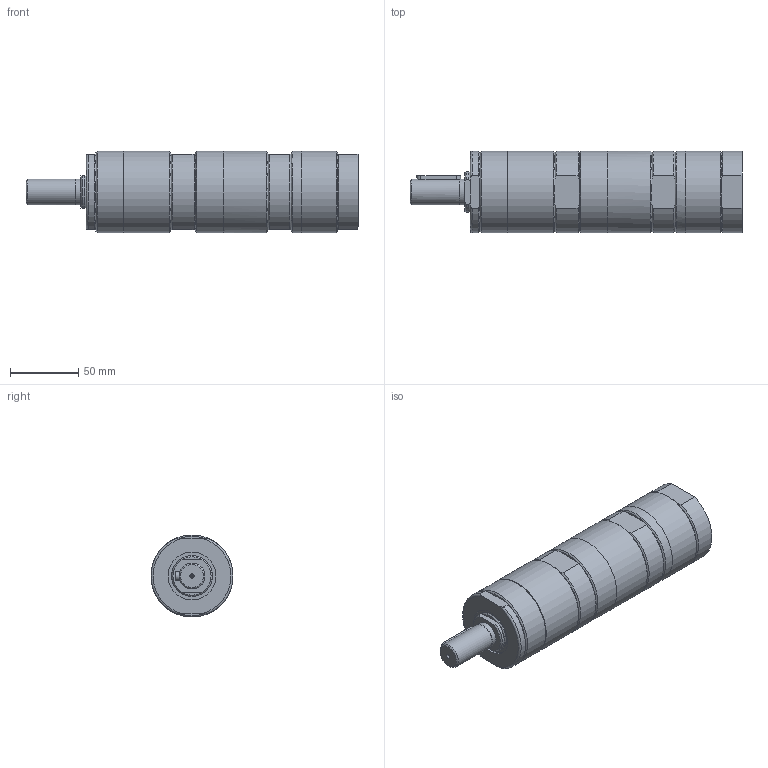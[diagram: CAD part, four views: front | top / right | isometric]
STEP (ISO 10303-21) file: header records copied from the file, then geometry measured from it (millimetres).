
FILE_DESCRIPTION((''),'2;1');
FILE_NAME('MUD 82-1200_60002485.stp','2011-05-31T13:27:14',('rmorof'),(''),'Autodesk Inventor 2008','Autodesk Inventor 2008','');
FILE_SCHEMA(('CONFIG_CONTROL_DESIGN'));
Length unit declared in the file: millimetre
Products named in the file (1): MUD 82-1200_60002485
Bounding box: 243 x 60 x 60 mm (x, y, z)
Volume: 558522.7 mm3; surface area: 51256.1 mm2
Topology: 1 solids, 3 shells, 185 faces, 454 edges, 293 vertices
Faces by surface type: plane 104, cylinder 36, cone 26, bspline 14, torus 3, sphere 2
Full cylindrical faces by diameter (mm): 1.55 x2, 3.6 x1, 4 x1, 5 x1, 5.5 x1, 18.8 x1, 19 x1, 29.95 x1, 35 x1, 57.963 x1, 60 x6
Entity records: 5684 total; most frequent: CARTESIAN_POINT 1437, DIRECTION 798, ORIENTED_EDGE 794, EDGE_CURVE 397, AXIS2_PLACEMENT_3D 287, VERTEX_POINT 271, EDGE_LOOP 240, VECTOR 224
